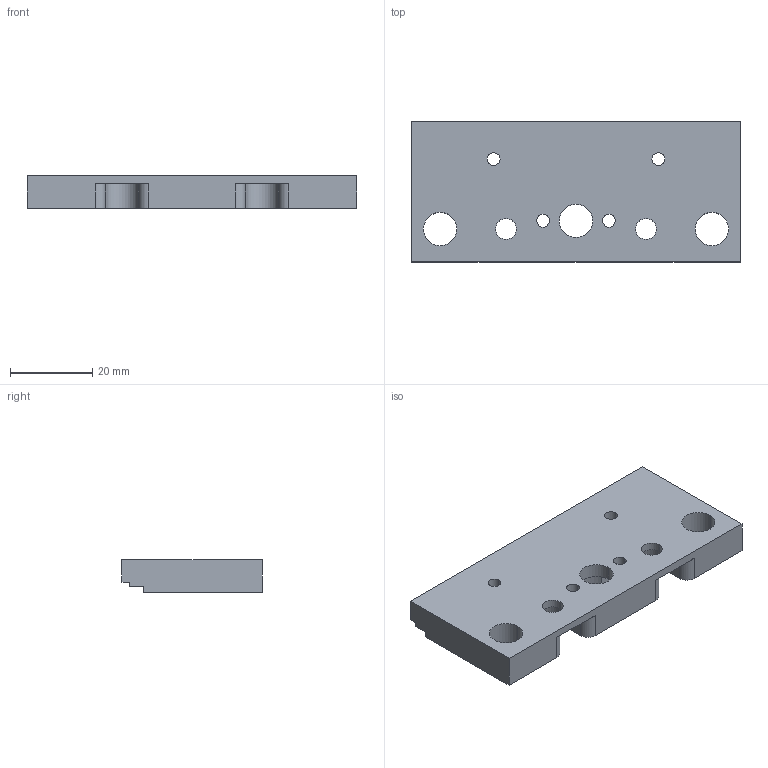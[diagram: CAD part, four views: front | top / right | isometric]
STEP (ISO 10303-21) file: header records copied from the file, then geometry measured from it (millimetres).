
FILE_DESCRIPTION (( 'STEP AP214' ), '1' );
FILE_NAME ('CNC樓馱璃-樁蕾斐-v1.2-202411072042.STEP', '2024-11-07T12:44:52', ( '' ), ( '' ), 'SwSTEP 2.0', 'SolidWorks 2018', '' );
FILE_SCHEMA (( 'AUTOMOTIVE_DESIGN' ));
Length unit declared in the file: millimetre
Products named in the file (1): CNC樓馱璃-樁蕾斐-v1.2-202411072042
Bounding box: 80 x 34 x 8 mm (x, y, z)
Volume: 17607.6 mm3; surface area: 8121.5 mm2
Topology: 1 solids, 1 shells, 56 faces, 159 edges, 106 vertices
Faces by surface type: cylinder 31, plane 25
Entity records: 1915 total; most frequent: DIRECTION 335, CARTESIAN_POINT 322, ORIENTED_EDGE 318, EDGE_CURVE 159, AXIS2_PLACEMENT_3D 119, VERTEX_POINT 106, VECTOR 97, LINE 97
